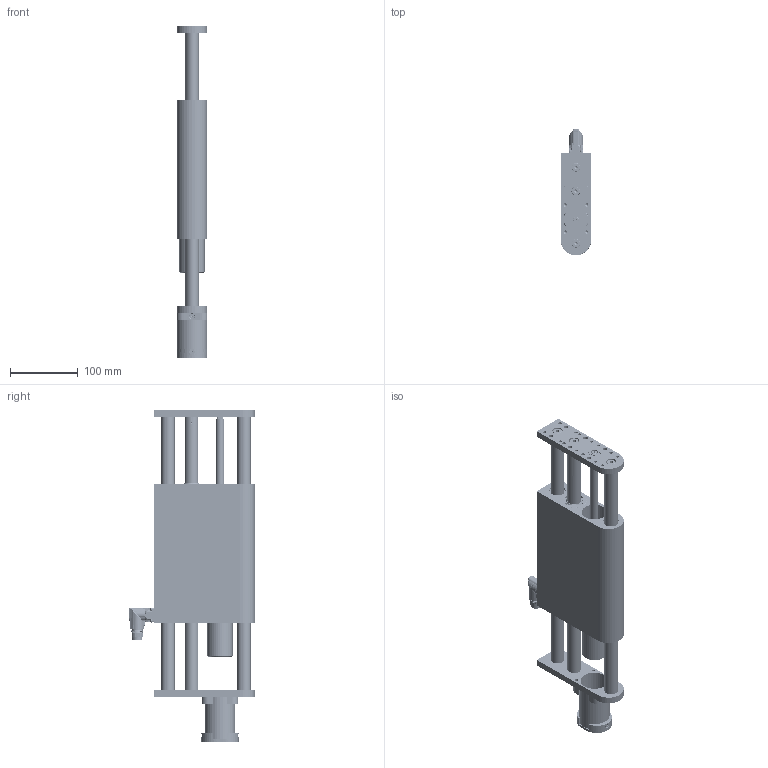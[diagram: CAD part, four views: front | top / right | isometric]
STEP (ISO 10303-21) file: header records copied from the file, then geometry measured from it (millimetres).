
FILE_DESCRIPTION (( 'STEP AP214' ), '1' );
FILE_NAME ('0186-1862_250416_DM03-37x120F-HP-R-195_CS10_MSxx.STEP', '2025-04-16T12:31:28', ( '' ), ( '' ), 'SwSTEP 2.0', 'SolidWorks 2024', '' );
FILE_SCHEMA (( 'AUTOMOTIVE_DESIGN' ));
Length unit declared in the file: millimetre
Products named in the file (29): 0230-0945_zyl.-schr._i-6kt_M4x5_8.8_v-b; 0150-3128_MC01-Rw!m_GANZ; 0186-0061_ML01-12x290!240_ML01-12x290!240; DM03h-37x120F-HP-R_Stecker 180°; DM03h-37x120F-HP-R_195_Stecker 180°; DL01h-20x14x...-2xM16_DL01h-20x14x407-2xM16; 0180-2695_DM01k-37-AGS; 0180-2702_DM03k-SD45; 0186-1862_250416_DM03-37x120F-HP-R-195_CS10_MSxx; 0230-1041_Senk.-Schr_I-6kt_M4x6_10.9_v-b; 0180-4127_DM03k-37-KAS; 0230-0168_Zyl.-Schr_I-6kt_n-K_M8x16_8.8_v-b; 0230-0332_Lins.-Schr_I-6rd_M2.5x6_INOX-Tuf; 0150-4038_PAW01-20-LF_PAW01-20; 0180-2659_DM03k-37-MSH; DSB03k-37x206; 0230-0692_Linearkugellager_LBBR_20-LS-LGFP; 112739-7; MC01-Rw!m_fuss_Fuss; 0160-4047_DM03k-SR45x62_DM03k-SR42x88; 0230-0965_Gew.-Stift_I-6kt_K-k_M4x4_v-b; 0180-2753_DM03k-37-MSV; DL03h-37x120F-HP-R-195_MSxx; 0186-1478_PL01-20x410!360-HP-SF_PL01-20x410!360-HP-SF; 0230-1198_Gew.-Stift_I-6kt_K-k_M6x6_v-b; 0186-1853_MS01-37x200-PR_MS01-R37x155; 0230-0966_Gew.-Stift_I-6kt_K-k_M4x8_v-b; 0250-1034_MA01-PR02-2.9_MA01-PR02-DH-2,9; 0230-0680_Zyl.-Schr_I-6kt_n-K_M5x14_8.8_v-b
Assembly tree (54 placements, depth 5):
  0186-1862_250416_DM03-37x120F-HP-R-195_CS10_MSxx
    DM03h-37x120F-HP-R_195_Stecker 180°
      DM03h-37x120F-HP-R_Stecker 180°
        DSB03k-37x206
        0230-0965_Gew.-Stift_I-6kt_K-k_M4x4_v-b  x5
        0230-0692_Linearkugellager_LBBR_20-LS-LGFP  x4
        0230-0332_Lins.-Schr_I-6rd_M2.5x6_INOX-Tuf  x4
        0180-2695_DM01k-37-AGS
        0180-4127_DM03k-37-KAS
        0150-4038_PAW01-20-LF_PAW01-20  x2
        0230-0966_Gew.-Stift_I-6kt_K-k_M4x8_v-b  x6
        0150-3128_MC01-Rw!m_GANZ
          112739-7
          MC01-Rw!m_fuss_Fuss
        0230-1198_Gew.-Stift_I-6kt_K-k_M6x6_v-b  x4
      0186-1853_MS01-37x200-PR_MS01-R37x155
    DL03h-37x120F-HP-R-195_MSxx
      0180-2659_DM03k-37-MSH
      0180-2753_DM03k-37-MSV
      DL01h-20x14x...-2xM16_DL01h-20x14x407-2xM16  x2
      0186-1478_PL01-20x410!360-HP-SF_PL01-20x410!360-HP-SF
      0186-0061_ML01-12x290!240_ML01-12x290!240
      0230-0168_Zyl.-Schr_I-6kt_n-K_M8x16_8.8_v-b  x5
      0250-1034_MA01-PR02-2.9_MA01-PR02-DH-2,9
      0230-0680_Zyl.-Schr_I-6kt_n-K_M5x14_8.8_v-b
      0230-0945_zyl.-schr._i-6kt_M4x5_8.8_v-b  x2
      0230-1041_Senk.-Schr_I-6kt_M4x6_10.9_v-b  x2
      0180-2702_DM03k-SD45
      0160-4047_DM03k-SR45x62_DM03k-SR42x88
Bounding box: 45 x 186.55 x 489.5 mm (x, y, z)
Volume: 1487516.9 mm3; surface area: 423589 mm2
Topology: 56 solids, 56 shells, 4250 faces, 10543 edges, 6532 vertices
Faces by surface type: plane 1498, cylinder 964, bspline 931, cone 735, torus 121, sphere 1
Full cylindrical faces by diameter (mm): 0.6 x5, 1 x4, 1.1 x5, 2.05 x4, 2.1 x4, 2.501 x48, 2.7 x4, 3 x1, 3.2 x3, 3.3 x41, 4 x103, 4.2 x11, 4.3 x2, 4.5 x2, 4.8 x1, 5 x71, 6 x21, 6.6 x6, 6.8 x7, 7 x2, 7.53 x2, 8 x57, 8.4 x2, 8.5 x1, 9 x3, 10 x1, 10.5 x6, 12 x2, 13 x5, 14 x5
Entity records: 137218 total; most frequent: CARTESIAN_POINT 64458, ORIENTED_EDGE 14524, DIRECTION 11399, EDGE_CURVE 7262, VERTEX_POINT 4856, AXIS2_PLACEMENT_3D 4210, EDGE_LOOP 3938, FACE_OUTER_BOUND 3421
